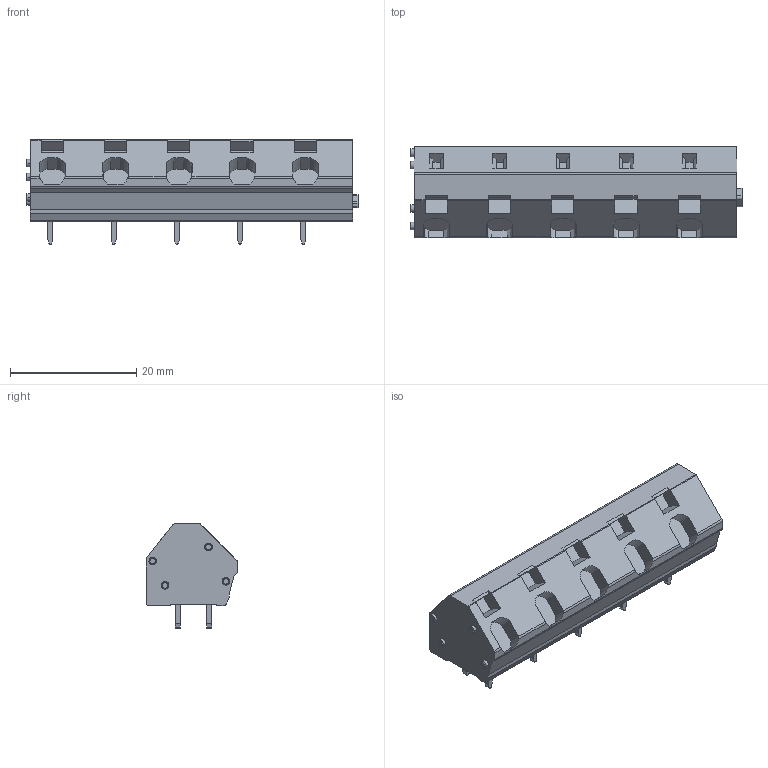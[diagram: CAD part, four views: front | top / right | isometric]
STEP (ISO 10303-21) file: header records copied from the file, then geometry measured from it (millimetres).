
FILE_DESCRIPTION(('CATIA V5 STEP','CAx-IF Rec.Pracs.--- Model Styling and Organization---1.2---2011-12-15'),'2;1');
FILE_NAME ('D1460265_0', '2018-09-08T13:33:54+00:00', ('none'), ('Weidmueller'), 'CATIA Version 5-6 Release 2014', 'CATIA V5 STEP AP214', 'none');
FILE_SCHEMA(('AUTOMOTIVE_DESIGN { 1 0 10303 214 1 1 1 1 }'));
Length unit declared in the file: millimetre
Products named in the file (1): 1953500000
Bounding box: 52.5 x 14.5 x 16.48 mm (x, y, z)
Volume: 7071.5 mm3; surface area: 3434.5 mm2
Topology: 11 solids, 11 shells, 387 faces, 1041 edges, 693 vertices
Faces by surface type: plane 255, cylinder 94, cone 38
Entity records: 11495 total; most frequent: CARTESIAN_POINT 2399, ORIENTED_EDGE 2082, DIRECTION 1489, EDGE_CURVE 1041, VERTEX_POINT 693, VECTOR 670, LINE 670, AXIS2_PLACEMENT_3D 531
